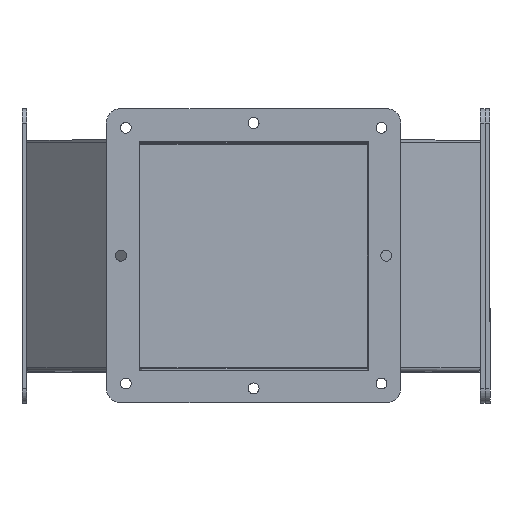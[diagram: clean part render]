
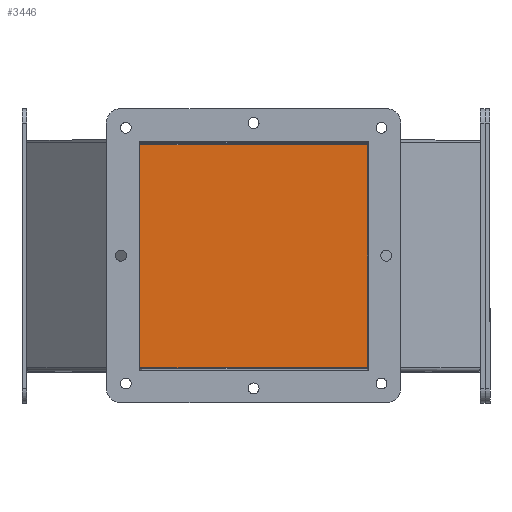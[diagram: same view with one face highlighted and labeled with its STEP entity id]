
A CAD part, top view. The second image highlights one B-rep face of the part: STEP entity #3446.
In plain terms, the highlighted planar face has unit normal (0, 0, 1).
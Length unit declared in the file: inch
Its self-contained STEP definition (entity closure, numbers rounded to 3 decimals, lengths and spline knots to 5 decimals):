
#406 = CARTESIAN_POINT ( 'NONE',  ( -5.875, 3., 0.072 ) ) ;
#523 = PLANE ( 'NONE',  #3856 ) ;
#986 = LINE ( 'NONE', #4381, #5026 ) ;
#1126 = ORIENTED_EDGE ( 'NONE', *, *, #2279, .F. ) ;
#1688 = LINE ( 'NONE', #406, #4228 ) ;
#1697 = VERTEX_POINT ( 'NONE', #2548 ) ;
#1857 = CARTESIAN_POINT ( 'NONE',  ( -5.875, 2.892, 0.072 ) ) ;
#1944 = EDGE_LOOP ( 'NONE', ( #1126, #2002, #3305, #3197 ) ) ;
#2002 = ORIENTED_EDGE ( 'NONE', *, *, #4429, .F. ) ;
#2012 = CARTESIAN_POINT ( 'NONE',  ( 5.875, -3., 0.072 ) ) ;
#2039 = CARTESIAN_POINT ( 'NONE',  ( -5.875, 2.892, 0.072 ) ) ;
#2251 = CARTESIAN_POINT ( 'NONE',  ( -5.875, -3., 0.072 ) ) ;
#2279 = EDGE_CURVE ( 'NONE', #3202, #1697, #5386, .T. ) ;
#2284 = DIRECTION ( 'NONE',  ( 0., 0., -1. ) ) ;
#2369 = VECTOR ( 'NONE', #3595, 39.37008 ) ;
#2548 = CARTESIAN_POINT ( 'NONE',  ( 5.875, 2.892, 0.072 ) ) ;
#2708 = DIRECTION ( 'NONE',  ( -1., 0., 0. ) ) ;
#3141 = DIRECTION ( 'NONE',  ( 0., 1., 0. ) ) ;
#3197 = ORIENTED_EDGE ( 'NONE', *, *, #5383, .T. ) ;
#3202 = VERTEX_POINT ( 'NONE', #2039 ) ;
#3305 = ORIENTED_EDGE ( 'NONE', *, *, #4160, .F. ) ;
#3446 = ADVANCED_FACE ( 'NONE', ( #4413 ), #523, .F. ) ;
#3595 = DIRECTION ( 'NONE',  ( 1., 0., 0. ) ) ;
#3614 = CARTESIAN_POINT ( 'NONE',  ( 5.875, -2.892, 0.072 ) ) ;
#3751 = DIRECTION ( 'NONE',  ( 0., 1., 0. ) ) ;
#3856 = AXIS2_PLACEMENT_3D ( 'NONE', #2251, #2284, #3141 ) ;
#4160 = EDGE_CURVE ( 'NONE', #5138, #5410, #986, .T. ) ;
#4228 = VECTOR ( 'NONE', #4669, 39.37008 ) ;
#4381 = CARTESIAN_POINT ( 'NONE',  ( -5.875, -2.892, 0.072 ) ) ;
#4413 = FACE_OUTER_BOUND ( 'NONE', #1944, .T. ) ;
#4429 = EDGE_CURVE ( 'NONE', #5410, #3202, #1688, .T. ) ;
#4669 = DIRECTION ( 'NONE',  ( 0., 1., 0. ) ) ;
#5026 = VECTOR ( 'NONE', #2708, 39.37008 ) ;
#5043 = VECTOR ( 'NONE', #3751, 39.37008 ) ;
#5138 = VERTEX_POINT ( 'NONE', #3614 ) ;
#5333 = LINE ( 'NONE', #2012, #5043 ) ;
#5383 = EDGE_CURVE ( 'NONE', #5138, #1697, #5333, .T. ) ;
#5386 = LINE ( 'NONE', #1857, #2369 ) ;
#5410 = VERTEX_POINT ( 'NONE', #5418 ) ;
#5418 = CARTESIAN_POINT ( 'NONE',  ( -5.875, -2.892, 0.072 ) ) ;
